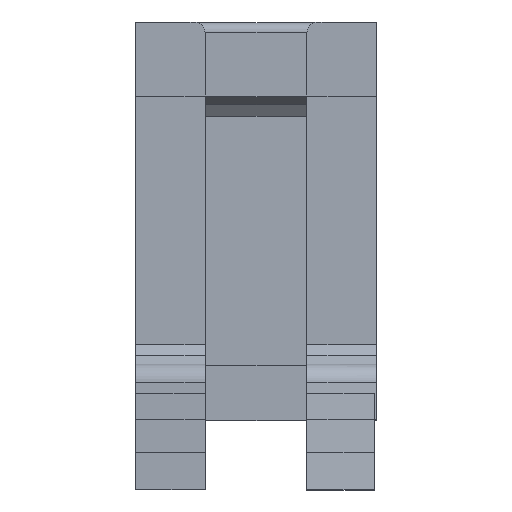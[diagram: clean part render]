
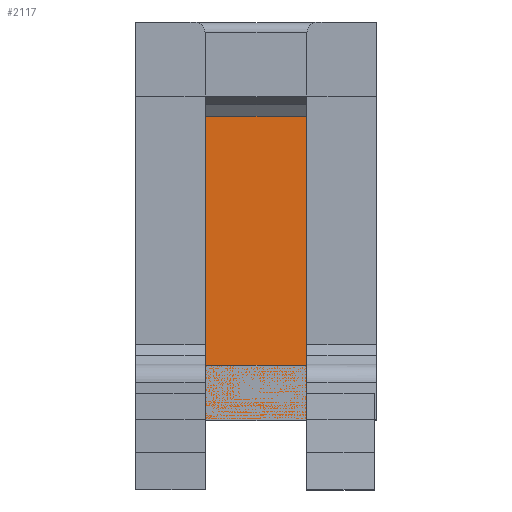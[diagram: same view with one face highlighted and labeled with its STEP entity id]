
A CAD part, top view. The second image highlights one B-rep face of the part: STEP entity #2117.
In plain terms, the highlighted planar face has unit normal (0, 0, 1).
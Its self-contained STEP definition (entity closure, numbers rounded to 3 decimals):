
#69=PLANE('',#2301);
#190=FACE_OUTER_BOUND('',#330,.T.);
#330=EDGE_LOOP('',(#1586,#1587,#1588,#1589));
#466=LINE('',#3132,#716);
#485=LINE('',#3182,#735);
#486=LINE('',#3184,#736);
#487=LINE('',#3185,#737);
#716=VECTOR('',#2515,10.);
#735=VECTOR('',#2564,10.);
#736=VECTOR('',#2565,10.);
#737=VECTOR('',#2566,10.);
#1011=VERTEX_POINT('',#3129);
#1012=VERTEX_POINT('',#3131);
#1028=VERTEX_POINT('',#3181);
#1029=VERTEX_POINT('',#3183);
#1216=EDGE_CURVE('',#1012,#1011,#466,.T.);
#1241=EDGE_CURVE('',#1011,#1028,#485,.T.);
#1242=EDGE_CURVE('',#1028,#1029,#486,.F.);
#1243=EDGE_CURVE('',#1029,#1012,#487,.T.);
#1586=ORIENTED_EDGE('',*,*,#1216,.T.);
#1587=ORIENTED_EDGE('',*,*,#1241,.T.);
#1588=ORIENTED_EDGE('',*,*,#1242,.T.);
#1589=ORIENTED_EDGE('',*,*,#1243,.T.);
#2117=ADVANCED_FACE('',(#190),#69,.F.);
#2301=AXIS2_PLACEMENT_3D('',#3180,#2562,#2563);
#2515=DIRECTION('',(1.,0.,0.));
#2562=DIRECTION('center_axis',(0.,0.,
-1.));
#2563=DIRECTION('ref_axis',(0.,-1.,0.));
#2564=DIRECTION('',(0.,1.,0.));
#2565=DIRECTION('',(1.,0.,0.));
#2566=DIRECTION('',(0.,-1.,0.));
#3129=CARTESIAN_POINT('',(23.845,-0.435,-11.934));
#3131=CARTESIAN_POINT('',(10.845,-0.435,-11.934));
#3132=CARTESIAN_POINT('',(17.345,-0.435,-11.934));
#3180=CARTESIAN_POINT('Origin',(17.345,3.065,-11.934));
#3181=CARTESIAN_POINT('',(23.845,17.065,-11.934));
#3182=CARTESIAN_POINT('',(23.845,3.065,-11.934));
#3183=CARTESIAN_POINT('',(10.845,17.065,-11.934));
#3184=CARTESIAN_POINT('',(17.345,17.065,-11.934));
#3185=CARTESIAN_POINT('',(10.845,3.065,-11.934));
